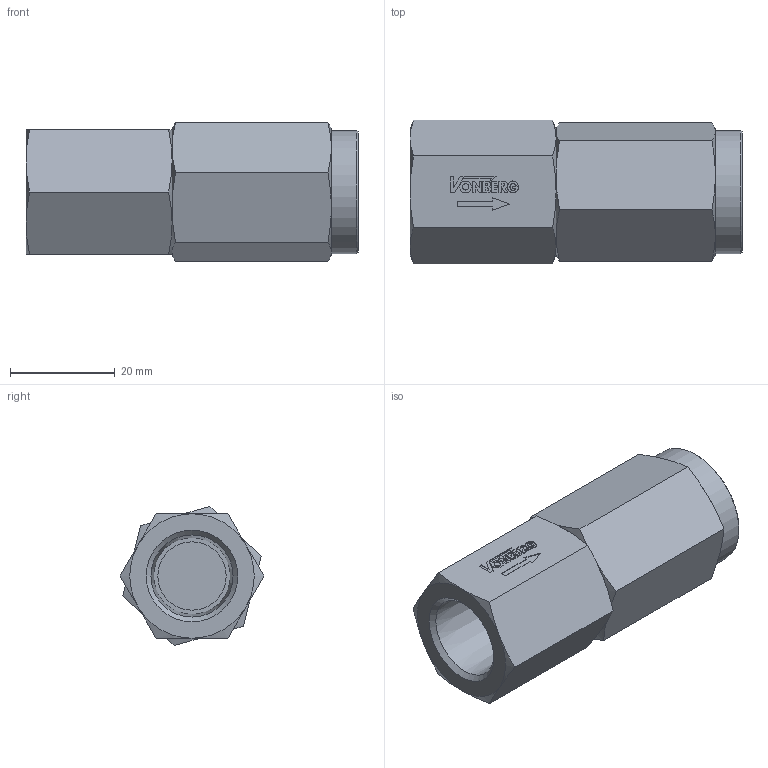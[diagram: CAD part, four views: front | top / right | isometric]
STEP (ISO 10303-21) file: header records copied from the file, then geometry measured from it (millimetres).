
FILE_DESCRIPTION((''),'2;1');
FILE_NAME('1353.stp','2015-01-26T11:29:57',('jml'),(''),'Autodesk Inventor 2010','Autodesk Inventor 2010','');
FILE_SCHEMA(('AUTOMOTIVE_DESIGN { 1 0 10303 214 1 1 1 1 }'));
Length unit declared in the file: inch
Products named in the file (4): 1353 (LevelofDetail1); 220890; 220907; 908 O-RING
Assembly tree (3 placements, depth 2):
  1353 (LevelofDetail1)
    220890
    220907
    908 O-RING
Bounding box: 63.5 x 27.48 x 26.61 mm (x, y, z)
Volume: 22812.3 mm3; surface area: 11117.9 mm2
Topology: 3 solids, 3 shells, 171 faces, 414 edges, 263 vertices
Faces by surface type: plane 106, cone 34, cylinder 26, bspline 3, torus 2
Full cylindrical faces by diameter (mm): 1.218 x1, 2.388 x6, 13.081 x1, 14.224 x1, 16.815 x1, 19.05 x1, 23.622 x1
Entity records: 5149 total; most frequent: CARTESIAN_POINT 1156, DIRECTION 764, ORIENTED_EDGE 758, EDGE_CURVE 379, AXIS2_PLACEMENT_3D 264, VERTEX_POINT 254, VECTOR 236, LINE 236
